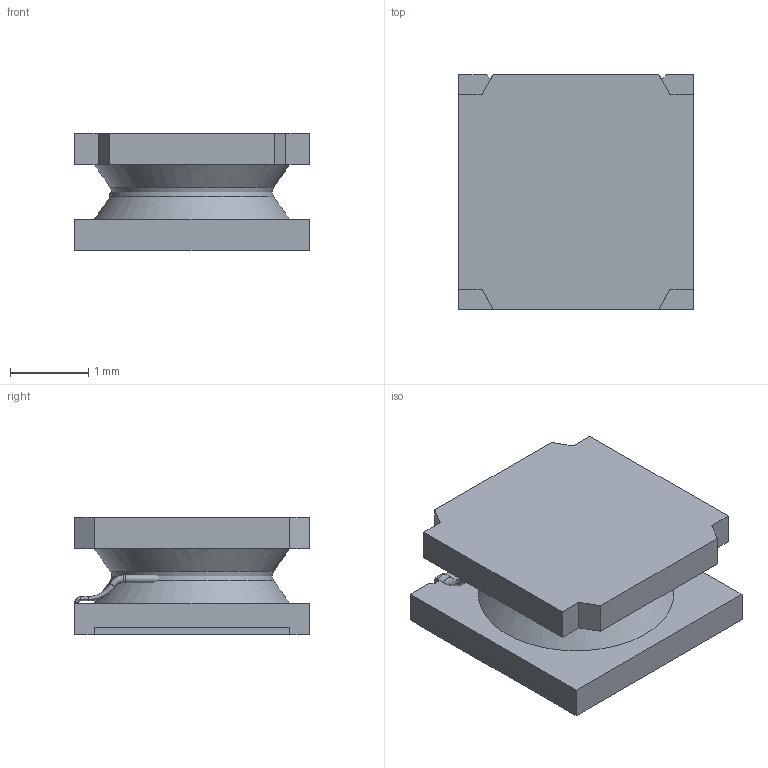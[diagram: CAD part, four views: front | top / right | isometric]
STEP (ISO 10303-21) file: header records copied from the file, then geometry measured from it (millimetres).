
FILE_DESCRIPTION(/* description */ ('Unknown'),/* implementation_level */ '2;1');
FILE_NAME(/* name */ 'L_Wurth_WE-LQS_3015',/* time_stamp */ '2022-03-08T10:51:13+08:00',/* author */ ('Unknown'),/* organization */ ('Unknown'),/* preprocessor_version */ 'ST-DEVELOPER v16.7',/* originating_system */ 'Solid Edge',/* authorisation */ 'Unknown');
FILE_SCHEMA (('AUTOMOTIVE_DESIGN {1 0 10303 214 3 1 1}'));
Length unit declared in the file: millimetre
Products named in the file (2): L_Wurth_WE-LQS_3015
Assembly tree (1 placements, depth 2):
  L_Wurth_WE-LQS_3015
    L_Wurth_WE-LQS_3015
Bounding box: 3 x 3 x 1.5 mm (x, y, z)
Volume: 10.5 mm3; surface area: 76.3 mm2
Topology: 5 solids, 5 shells, 87 faces, 200 edges, 125 vertices
Faces by surface type: plane 56, bspline 20, cylinder 9, torus 2
Full cylindrical faces by diameter (mm): 1 x1
Entity records: 3404 total; most frequent: CARTESIAN_POINT 1548, ORIENTED_EDGE 352, DIRECTION 318, EDGE_CURVE 176, LINE 132, VECTOR 132, VERTEX_POINT 124, EDGE_LOOP 114
